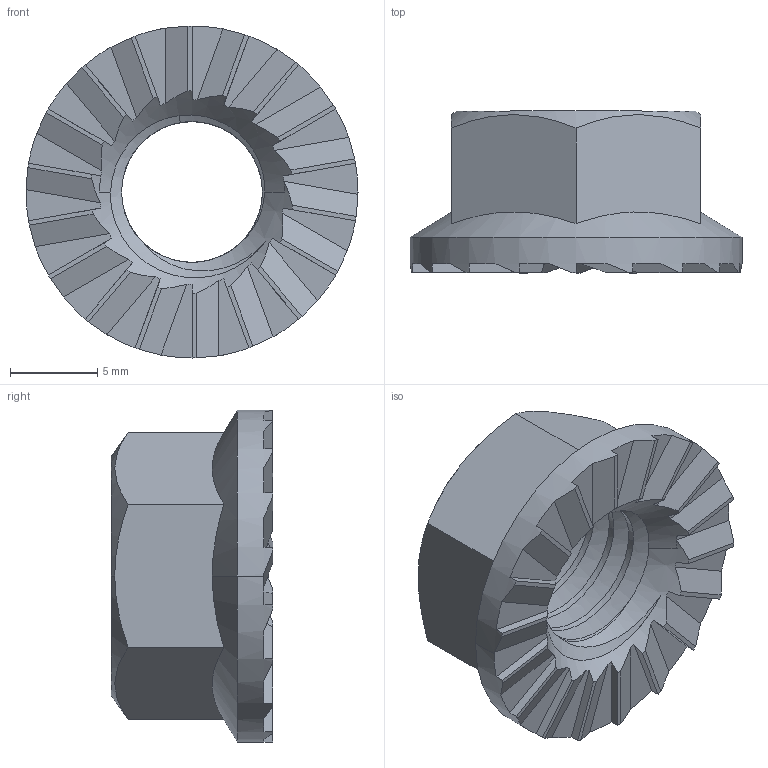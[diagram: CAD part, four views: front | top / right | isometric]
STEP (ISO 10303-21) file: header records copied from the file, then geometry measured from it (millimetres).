
FILE_DESCRIPTION((''),'2;1');
FILE_NAME('C02-1011_NCF','2019-08-22T13:55:33',('jwisneski'),(''),'CREO PARAMETRIC BY PTC INC, 2017110','CREO PARAMETRIC BY PTC INC, 2017110','');
FILE_SCHEMA(('CONFIG_CONTROL_DESIGN'));
Length unit declared in the file: inch
Products named in the file (1): C02-1011_NCF
Bounding box: 19.05 x 9.27 x 19.05 mm (x, y, z)
Volume: 1234.4 mm3; surface area: 1269.2 mm2
Topology: 1 solids, 1 shells, 103 faces, 302 edges, 200 vertices
Faces by surface type: plane 79, cylinder 10, cone 8, bspline 6
Entity records: 4838 total; most frequent: CARTESIAN_POINT 2155, ORIENTED_EDGE 604, DIRECTION 497, EDGE_CURVE 302, VERTEX_POINT 200, AXIS2_PLACEMENT_3D 181, VECTOR 135, LINE 135
